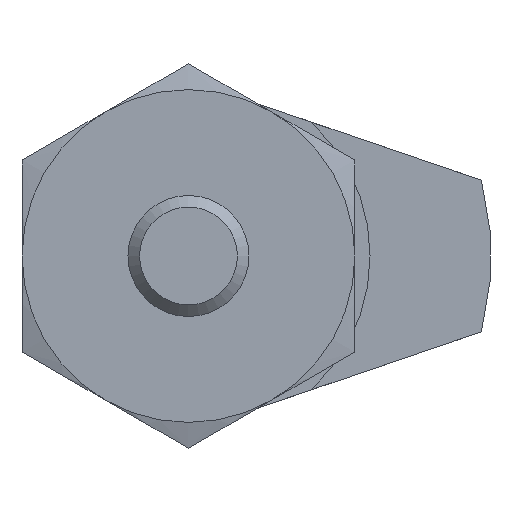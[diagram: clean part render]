
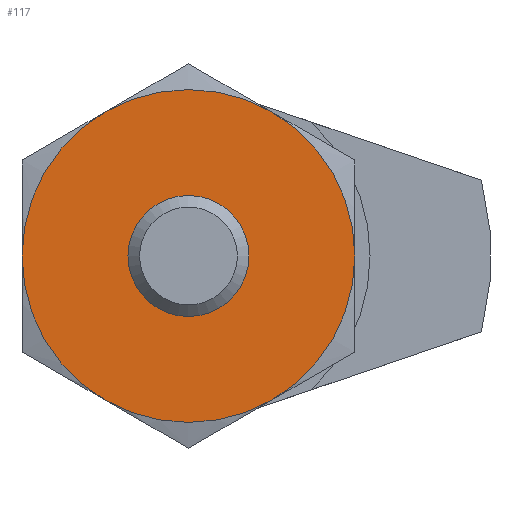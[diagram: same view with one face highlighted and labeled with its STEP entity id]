
A CAD part, front view. The second image highlights one B-rep face of the part: STEP entity #117.
In plain terms, the highlighted planar face has unit normal (0, -1, 0).
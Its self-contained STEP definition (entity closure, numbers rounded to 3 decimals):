
#117 = ADVANCED_FACE( '', ( #259, #260 ), #261, .F. );
#259 = FACE_BOUND( '', #422, .T. );
#260 = FACE_OUTER_BOUND( '', #423, .T. );
#261 = PLANE( '', #424 );
#422 = EDGE_LOOP( '', ( #674 ) );
#423 = EDGE_LOOP( '', ( #675, #676, #677, #678, #679, #680 ) );
#424 = AXIS2_PLACEMENT_3D( '', #681, #682, #683 );
#674 = ORIENTED_EDGE( '', *, *, #958, .F. );
#675 = ORIENTED_EDGE( '', *, *, #928, .T. );
#676 = ORIENTED_EDGE( '', *, *, #923, .T. );
#677 = ORIENTED_EDGE( '', *, *, #959, .T. );
#678 = ORIENTED_EDGE( '', *, *, #933, .T. );
#679 = ORIENTED_EDGE( '', *, *, #960, .T. );
#680 = ORIENTED_EDGE( '', *, *, #894, .T. );
#681 = CARTESIAN_POINT( '', ( 11., 0., 0. ) );
#682 = DIRECTION( '', ( 0., 1., 0. ) );
#683 = DIRECTION( '', ( 0., 0., 1. ) );
#894 = EDGE_CURVE( '', #1048, #1049, #1050, .T. );
#923 = EDGE_CURVE( '', #1097, #1098, #1099, .T. );
#928 = EDGE_CURVE( '', #1049, #1097, #1105, .T. );
#933 = EDGE_CURVE( '', #1086, #1110, #1112, .T. );
#958 = EDGE_CURVE( '', #1147, #1147, #1148, .T. );
#959 = EDGE_CURVE( '', #1098, #1086, #1149, .T. );
#960 = EDGE_CURVE( '', #1110, #1048, #1150, .T. );
#1048 = VERTEX_POINT( '', #1261 );
#1049 = VERTEX_POINT( '', #1262 );
#1050 = CIRCLE( '', #1263, 11. );
#1086 = VERTEX_POINT( '', #1331 );
#1097 = VERTEX_POINT( '', #1368 );
#1098 = VERTEX_POINT( '', #1369 );
#1099 = CIRCLE( '', #1370, 11. );
#1105 = CIRCLE( '', #1386, 11. );
#1110 = VERTEX_POINT( '', #1401 );
#1112 = CIRCLE( '', #1408, 11. );
#1147 = VERTEX_POINT( '', #1460 );
#1148 = CIRCLE( '', #1461, 3. );
#1149 = CIRCLE( '', #1462, 11. );
#1150 = CIRCLE( '', #1463, 11. );
#1261 = CARTESIAN_POINT( '', ( -5.5, 0., -9.526 ) );
#1262 = CARTESIAN_POINT( '', ( 5.5, 0., -9.526 ) );
#1263 = AXIS2_PLACEMENT_3D( '', #1620, #1621, #1622 );
#1331 = CARTESIAN_POINT( '', ( -5.5, 0., 9.526 ) );
#1368 = CARTESIAN_POINT( '', ( 11., 0., 0. ) );
#1369 = CARTESIAN_POINT( '', ( 5.5, 0., 9.526 ) );
#1370 = AXIS2_PLACEMENT_3D( '', #1641, #1642, #1643 );
#1386 = AXIS2_PLACEMENT_3D( '', #1644, #1645, #1646 );
#1401 = CARTESIAN_POINT( '', ( -11., 0., 0. ) );
#1408 = AXIS2_PLACEMENT_3D( '', #1647, #1648, #1649 );
#1460 = CARTESIAN_POINT( '', ( 0., 0., -3. ) );
#1461 = AXIS2_PLACEMENT_3D( '', #1675, #1676, #1677 );
#1462 = AXIS2_PLACEMENT_3D( '', #1678, #1679, #1680 );
#1463 = AXIS2_PLACEMENT_3D( '', #1681, #1682, #1683 );
#1620 = CARTESIAN_POINT( '', ( 0., 0., 0. ) );
#1621 = DIRECTION( '', ( 0., -1., 0. ) );
#1622 = DIRECTION( '', ( 0., 0., -1. ) );
#1641 = CARTESIAN_POINT( '', ( 0., 0., 0. ) );
#1642 = DIRECTION( '', ( 0., -1., 0. ) );
#1643 = DIRECTION( '', ( 0., 0., -1. ) );
#1644 = CARTESIAN_POINT( '', ( 0., 0., 0. ) );
#1645 = DIRECTION( '', ( 0., -1., 0. ) );
#1646 = DIRECTION( '', ( 0., 0., -1. ) );
#1647 = CARTESIAN_POINT( '', ( 0., 0., 0. ) );
#1648 = DIRECTION( '', ( 0., -1., 0. ) );
#1649 = DIRECTION( '', ( 0., 0., -1. ) );
#1675 = CARTESIAN_POINT( '', ( 0., 0., 0. ) );
#1676 = DIRECTION( '', ( 0., -1., 0. ) );
#1677 = DIRECTION( '', ( 0., 0., -1. ) );
#1678 = CARTESIAN_POINT( '', ( 0., 0., 0. ) );
#1679 = DIRECTION( '', ( 0., -1., 0. ) );
#1680 = DIRECTION( '', ( 0., 0., -1. ) );
#1681 = CARTESIAN_POINT( '', ( 0., 0., 0. ) );
#1682 = DIRECTION( '', ( 0., -1., 0. ) );
#1683 = DIRECTION( '', ( 0., 0., -1. ) );
